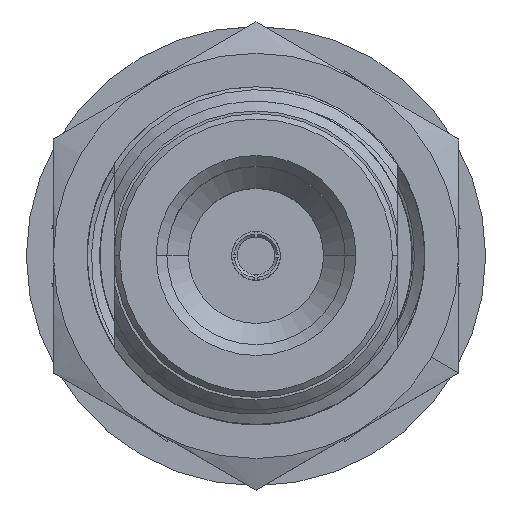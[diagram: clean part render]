
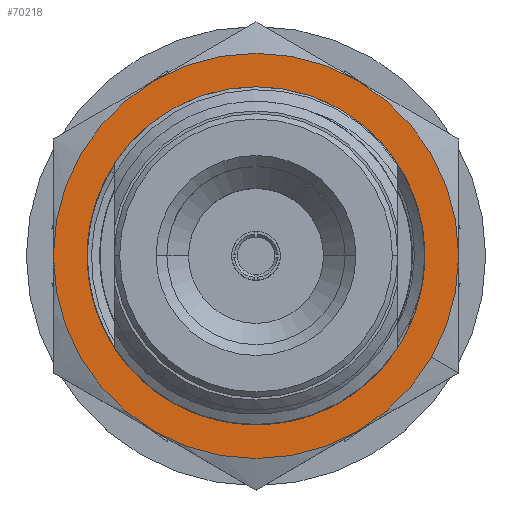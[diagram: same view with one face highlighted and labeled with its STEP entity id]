
A CAD part, top view. The second image highlights one B-rep face of the part: STEP entity #70218.
In plain terms, the highlighted planar face has unit normal (0, 0, 1).
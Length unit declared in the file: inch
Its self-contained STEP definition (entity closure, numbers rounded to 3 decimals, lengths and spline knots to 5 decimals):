
#2884 = VERTEX_POINT ( 'NONE', #28741 ) ;
#3130 = EDGE_CURVE ( 'NONE', #65101, #48167, #74755, .T. ) ;
#3355 = DIRECTION ( 'NONE',  ( 0.866, -0.5, 0. ) ) ;
#4143 = CARTESIAN_POINT ( 'NONE',  ( 0., 0., -0.477 ) ) ;
#4853 = AXIS2_PLACEMENT_3D ( 'NONE', #70594, #28376, #14020 ) ;
#6645 = ORIENTED_EDGE ( 'NONE', *, *, #20526, .T. ) ;
#6914 = CARTESIAN_POINT ( 'NONE',  ( -0.1875, 0.32476, -0.477 ) ) ;
#7040 = EDGE_CURVE ( 'NONE', #9786, #92208, #36169, .T. ) ;
#8604 = AXIS2_PLACEMENT_3D ( 'NONE', #61075, #36016, #93297 ) ;
#9412 = DIRECTION ( 'NONE',  ( 0.866, -0.5, 0. ) ) ;
#9786 = VERTEX_POINT ( 'NONE', #50044 ) ;
#10774 = AXIS2_PLACEMENT_3D ( 'NONE', #57101, #41314, #81428 ) ;
#12235 = EDGE_CURVE ( 'NONE', #68307, #2884, #26611, .T. ) ;
#12356 = DIRECTION ( 'NONE',  ( 0.866, -0.5, 0. ) ) ;
#13643 = EDGE_CURVE ( 'NONE', #92208, #44088, #67496, .T. ) ;
#13795 = DIRECTION ( 'NONE',  ( 0.866, -0.5, 0. ) ) ;
#14020 = DIRECTION ( 'NONE',  ( 0.866, -0.5, 0. ) ) ;
#14631 = CARTESIAN_POINT ( 'NONE',  ( 0.27063, -0.15625, -0.477 ) ) ;
#20526 = EDGE_CURVE ( 'NONE', #48167, #64488, #81257, .T. ) ;
#21601 = AXIS2_PLACEMENT_3D ( 'NONE', #71677, #79901, #64144 ) ;
#22201 = ORIENTED_EDGE ( 'NONE', *, *, #7040, .T. ) ;
#24358 = CARTESIAN_POINT ( 'NONE',  ( 0.32476, -0.1875, -0.477 ) ) ;
#25856 = DIRECTION ( 'NONE',  ( 0., 0., 1. ) ) ;
#26611 = CIRCLE ( 'NONE', #52945, 0.3125 ) ;
#28376 = DIRECTION ( 'NONE',  ( 0., 0., 1. ) ) ;
#28741 = CARTESIAN_POINT ( 'NONE',  ( 0.30456, -0.07001, -0.477 ) ) ;
#31326 = PLANE ( 'NONE',  #105735 ) ;
#31663 = ORIENTED_EDGE ( 'NONE', *, *, #12235, .F. ) ;
#33661 = EDGE_CURVE ( 'NONE', #100938, #9786, #61668, .T. ) ;
#36016 = DIRECTION ( 'NONE',  ( 0., 0., 1. ) ) ;
#36169 = CIRCLE ( 'NONE', #38693, 0.375 ) ;
#38693 = AXIS2_PLACEMENT_3D ( 'NONE', #99562, #50542, #75200 ) ;
#39232 = EDGE_LOOP ( 'NONE', ( #22201, #63977, #94541, #101055, #6645, #76983, #69042 ) ) ;
#41314 = DIRECTION ( 'NONE',  ( 0., 0., 1. ) ) ;
#44059 = CARTESIAN_POINT ( 'NONE',  ( 0.375, 0., -0.477 ) ) ;
#44088 = VERTEX_POINT ( 'NONE', #44059 ) ;
#44681 = DIRECTION ( 'NONE',  ( 0.866, -0.5, 0. ) ) ;
#46622 = ORIENTED_EDGE ( 'NONE', *, *, #99525, .F. ) ;
#48020 = DIRECTION ( 'NONE',  ( 0.866, -0.5, 0. ) ) ;
#48167 = VERTEX_POINT ( 'NONE', #6914 ) ;
#48216 = FACE_BOUND ( 'NONE', #50357, .T. ) ;
#50044 = CARTESIAN_POINT ( 'NONE',  ( 0.1875, -0.32476, -0.477 ) ) ;
#50357 = EDGE_LOOP ( 'NONE', ( #100332, #31663, #46622 ) ) ;
#50542 = DIRECTION ( 'NONE',  ( 0., 0., 1. ) ) ;
#52359 = DIRECTION ( 'NONE',  ( 0., 0., 1. ) ) ;
#52945 = AXIS2_PLACEMENT_3D ( 'NONE', #67379, #25856, #9412 ) ;
#53526 = AXIS2_PLACEMENT_3D ( 'NONE', #84444, #92681, #44681 ) ;
#56977 = EDGE_CURVE ( 'NONE', #2884, #94301, #64107, .T. ) ;
#57101 = CARTESIAN_POINT ( 'NONE',  ( 0., 0., -0.477 ) ) ;
#60813 = CIRCLE ( 'NONE', #8604, 0.375 ) ;
#61075 = CARTESIAN_POINT ( 'NONE',  ( 0., 0., -0.477 ) ) ;
#61412 = CIRCLE ( 'NONE', #53526, 0.3125 ) ;
#61594 = CIRCLE ( 'NONE', #4853, 0.375 ) ;
#61668 = CIRCLE ( 'NONE', #77359, 0.375 ) ;
#63977 = ORIENTED_EDGE ( 'NONE', *, *, #13643, .T. ) ;
#64107 = CIRCLE ( 'NONE', #10774, 0.3125 ) ;
#64144 = DIRECTION ( 'NONE',  ( 0.866, -0.5, 0. ) ) ;
#64488 = VERTEX_POINT ( 'NONE', #66074 ) ;
#65101 = VERTEX_POINT ( 'NONE', #99711 ) ;
#66074 = CARTESIAN_POINT ( 'NONE',  ( -0.375, 0., -0.477 ) ) ;
#67379 = CARTESIAN_POINT ( 'NONE',  ( 0., 0., -0.477 ) ) ;
#67496 = CIRCLE ( 'NONE', #82392, 0.375 ) ;
#68307 = VERTEX_POINT ( 'NONE', #14631 ) ;
#69042 = ORIENTED_EDGE ( 'NONE', *, *, #33661, .T. ) ;
#69727 = CARTESIAN_POINT ( 'NONE',  ( 0.16585, -0.26486, -0.477 ) ) ;
#70218 = ADVANCED_FACE ( 'NONE', ( #48216, #103257 ), #31326, .T. ) ;
#70594 = CARTESIAN_POINT ( 'NONE',  ( 0., 0., -0.477 ) ) ;
#71677 = CARTESIAN_POINT ( 'NONE',  ( 0., 0., -0.477 ) ) ;
#72352 = DIRECTION ( 'NONE',  ( 0., 0., 1. ) ) ;
#74755 = CIRCLE ( 'NONE', #90764, 0.375 ) ;
#75200 = DIRECTION ( 'NONE',  ( 0.866, -0.5, 0. ) ) ;
#75488 = EDGE_CURVE ( 'NONE', #64488, #100938, #60813, .T. ) ;
#76983 = ORIENTED_EDGE ( 'NONE', *, *, #75488, .T. ) ;
#77359 = AXIS2_PLACEMENT_3D ( 'NONE', #4143, #86439, #12356 ) ;
#79901 = DIRECTION ( 'NONE',  ( 0., 0., 1. ) ) ;
#81257 = CIRCLE ( 'NONE', #21601, 0.375 ) ;
#81428 = DIRECTION ( 'NONE',  ( 0.866, -0.5, 0. ) ) ;
#82392 = AXIS2_PLACEMENT_3D ( 'NONE', #101374, #52359, #3355 ) ;
#84444 = CARTESIAN_POINT ( 'NONE',  ( 0., 0., -0.477 ) ) ;
#86439 = DIRECTION ( 'NONE',  ( 0., 0., 1. ) ) ;
#88465 = CARTESIAN_POINT ( 'NONE',  ( 0., 0., -0.477 ) ) ;
#90764 = AXIS2_PLACEMENT_3D ( 'NONE', #88465, #72352, #48020 ) ;
#91682 = EDGE_CURVE ( 'NONE', #44088, #65101, #61594, .T. ) ;
#92208 = VERTEX_POINT ( 'NONE', #24358 ) ;
#92681 = DIRECTION ( 'NONE',  ( 0., 0., 1. ) ) ;
#93297 = DIRECTION ( 'NONE',  ( 0.866, -0.5, 0. ) ) ;
#94301 = VERTEX_POINT ( 'NONE', #69727 ) ;
#94541 = ORIENTED_EDGE ( 'NONE', *, *, #91682, .T. ) ;
#96454 = CARTESIAN_POINT ( 'NONE',  ( 0., 0., -0.477 ) ) ;
#96813 = DIRECTION ( 'NONE',  ( 0., 0., 1. ) ) ;
#98256 = CARTESIAN_POINT ( 'NONE',  ( -0.1875, -0.32476, -0.477 ) ) ;
#99525 = EDGE_CURVE ( 'NONE', #94301, #68307, #61412, .T. ) ;
#99562 = CARTESIAN_POINT ( 'NONE',  ( 0., 0., -0.477 ) ) ;
#99711 = CARTESIAN_POINT ( 'NONE',  ( 0.1875, 0.32476, -0.477 ) ) ;
#100332 = ORIENTED_EDGE ( 'NONE', *, *, #56977, .F. ) ;
#100938 = VERTEX_POINT ( 'NONE', #98256 ) ;
#101055 = ORIENTED_EDGE ( 'NONE', *, *, #3130, .T. ) ;
#101374 = CARTESIAN_POINT ( 'NONE',  ( 0., 0., -0.477 ) ) ;
#103257 = FACE_OUTER_BOUND ( 'NONE', #39232, .T. ) ;
#105735 = AXIS2_PLACEMENT_3D ( 'NONE', #96454, #96813, #13795 ) ;
